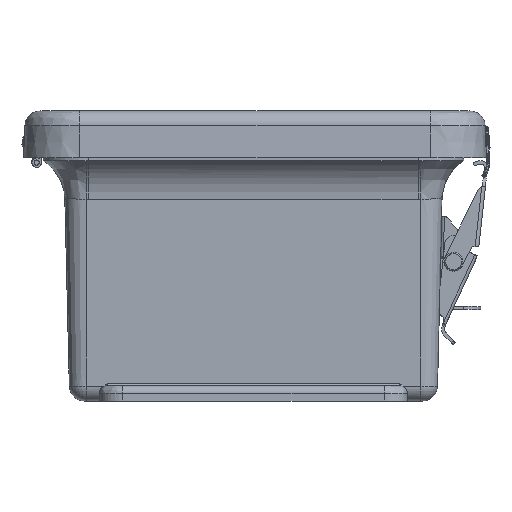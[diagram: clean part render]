
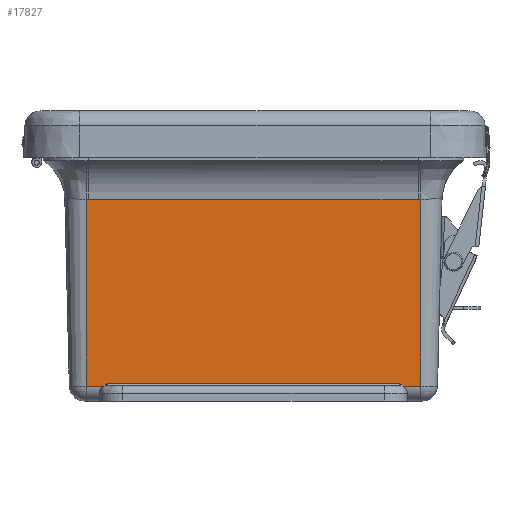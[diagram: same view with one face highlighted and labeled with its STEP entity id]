
A CAD part, front view. The second image highlights one B-rep face of the part: STEP entity #17827.
In plain terms, the highlighted planar face has unit normal (0, -1, -0.024).
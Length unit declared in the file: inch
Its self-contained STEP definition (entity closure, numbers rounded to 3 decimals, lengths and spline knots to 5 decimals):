
#336 = CARTESIAN_POINT ( 'NONE',  ( 2.43951, -3.99192, -4.25597 ) ) ;
#399 = VERTEX_POINT ( 'NONE', #22593 ) ;
#571 = LINE ( 'NONE', #11879, #27715 ) ;
#616 = CARTESIAN_POINT ( 'NONE',  ( 2.71875, -4.06428, -1.22687 ) ) ;
#704 = LINE ( 'NONE', #14285, #16041 ) ;
#713 = VERTEX_POINT ( 'NONE', #29876 ) ;
#858 = CARTESIAN_POINT ( 'NONE',  ( -2.43951, -3.99192, -4.25597 ) ) ;
#1007 = CARTESIAN_POINT ( 'NONE',  ( -2.40808, -3.99241, -4.23529 ) ) ;
#1763 = VECTOR ( 'NONE', #22333, 39.37008 ) ;
#2299 = VECTOR ( 'NONE', #25545, 39.37008 ) ;
#2496 = LINE ( 'NONE', #20869, #31408 ) ;
#3057 = ORIENTED_EDGE ( 'NONE', *, *, #31816, .F. ) ;
#3690 = CARTESIAN_POINT ( 'NONE',  ( -2.41034, -3.99238, -4.23658 ) ) ;
#3807 = CARTESIAN_POINT ( 'NONE',  ( -2.43951, -3.99192, -4.25597 ) ) ;
#3915 = CARTESIAN_POINT ( 'NONE',  ( -2.38944, -3.99266, -4.22522 ) ) ;
#5368 = EDGE_CURVE ( 'NONE', #15390, #35889, #2496, .T. ) ;
#5692 = CARTESIAN_POINT ( 'NONE',  ( 2.39171, -3.99263, -4.22645 ) ) ;
#5946 = CARTESIAN_POINT ( 'NONE',  ( 2.71875, -3.99192, -4.25597 ) ) ;
#5957 = VERTEX_POINT ( 'NONE', #10534 ) ;
#6272 = CARTESIAN_POINT ( 'NONE',  ( -2.42762, -3.99213, -4.24718 ) ) ;
#6424 = CARTESIAN_POINT ( 'NONE',  ( 2.40428, -3.99247, -4.23317 ) ) ;
#6711 = CARTESIAN_POINT ( 'NONE',  ( -2.7041, -4.06427, -1.22722 ) ) ;
#7257 = EDGE_CURVE ( 'NONE', #9669, #35889, #571, .T. ) ;
#7626 = EDGE_CURVE ( 'NONE', #33869, #24454, #20913, .T. ) ;
#7689 = VERTEX_POINT ( 'NONE', #31837 ) ;
#9175 = CARTESIAN_POINT ( 'NONE',  ( 2.67477, -4.06427, -1.2274 ) ) ;
#9440 = EDGE_CURVE ( 'NONE', #15390, #399, #21161, .T. ) ;
#9605 = EDGE_LOOP ( 'NONE', ( #19432, #17168, #12974, #22376, #13656, #26034, #3057, #13176, #11613, #22326 ) ) ;
#9669 = VERTEX_POINT ( 'NONE', #18872 ) ;
#10400 = PLANE ( 'NONE',  #30837 ) ;
#10492 = CARTESIAN_POINT ( 'NONE',  ( 2.43045, -3.99209, -4.24891 ) ) ;
#10534 = CARTESIAN_POINT ( 'NONE',  ( 2.43951, -3.99192, -4.25597 ) ) ;
#10946 = B_SPLINE_CURVE_WITH_KNOTS ( 'NONE', 3,
 ( #23453, #6711, #33928, #22479 ),
 .UNSPECIFIED., .F., .F.,
 ( 4, 4 ),
 ( 0., 1. ),
 .UNSPECIFIED. ) ;
#10983 = EDGE_CURVE ( 'NONE', #26902, #5957, #704, .T. ) ;
#11307 = CARTESIAN_POINT ( 'NONE',  ( 2.71875, -4.09351, -0.00299 ) ) ;
#11434 = CARTESIAN_POINT ( 'NONE',  ( 2.40047, -3.99251, -4.23109 ) ) ;
#11613 = ORIENTED_EDGE ( 'NONE', *, *, #5368, .F. ) ;
#11879 = CARTESIAN_POINT ( 'NONE',  ( -2.71875, -4.09351, -0.00299 ) ) ;
#12269 = CARTESIAN_POINT ( 'NONE',  ( 2.40604, -3.99244, -4.23414 ) ) ;
#12607 = VECTOR ( 'NONE', #25469, 39.37008 ) ;
#12724 = CARTESIAN_POINT ( 'NONE',  ( 2.40747, -3.99242, -4.23494 ) ) ;
#12974 = ORIENTED_EDGE ( 'NONE', *, *, #10983, .F. ) ;
#13088 = DIRECTION ( 'NONE',  ( 0., -0.024, 1. ) ) ;
#13176 = ORIENTED_EDGE ( 'NONE', *, *, #7257, .T. ) ;
#13629 = CARTESIAN_POINT ( 'NONE',  ( -2.71875, -3.99192, -4.25597 ) ) ;
#13656 = ORIENTED_EDGE ( 'NONE', *, *, #7626, .F. ) ;
#13969 = EDGE_CURVE ( 'NONE', #7689, #5957, #25606, .T. ) ;
#14285 = CARTESIAN_POINT ( 'NONE',  ( -1.35938, -3.99192, -4.25597 ) ) ;
#14378 = LINE ( 'NONE', #11307, #12607 ) ;
#14392 = FACE_OUTER_BOUND ( 'NONE', #9605, .T. ) ;
#14960 = CARTESIAN_POINT ( 'NONE',  ( -2.41294, -3.99235, -4.23809 ) ) ;
#15390 = VERTEX_POINT ( 'NONE', #858 ) ;
#16041 = VECTOR ( 'NONE', #16878, 39.37008 ) ;
#16878 = DIRECTION ( 'NONE',  ( -1., 0., 0. ) ) ;
#17168 = ORIENTED_EDGE ( 'NONE', *, *, #13969, .T. ) ;
#17527 = CARTESIAN_POINT ( 'NONE',  ( 2.7041, -4.06427, -1.22722 ) ) ;
#17795 = CARTESIAN_POINT ( 'NONE',  ( -2.40846, -3.99241, -4.2355 ) ) ;
#17827 = ADVANCED_FACE ( 'NONE', ( #14392 ), #10400, .T. ) ;
#18872 = CARTESIAN_POINT ( 'NONE',  ( -2.71875, -4.06428, -1.22687 ) ) ;
#19432 = ORIENTED_EDGE ( 'NONE', *, *, #34680, .T. ) ;
#20198 = CARTESIAN_POINT ( 'NONE',  ( 2.67477, -4.06427, -1.2274 ) ) ;
#20582 = CARTESIAN_POINT ( 'NONE',  ( -2.40782, -3.99242, -4.23514 ) ) ;
#20696 = CARTESIAN_POINT ( 'NONE',  ( -2.40034, -3.99252, -4.23091 ) ) ;
#20869 = CARTESIAN_POINT ( 'NONE',  ( -1.35938, -3.99192, -4.25597 ) ) ;
#20913 = B_SPLINE_CURVE_WITH_KNOTS ( 'NONE', 3,
 ( #9175, #31596, #17527, #616 ),
 .UNSPECIFIED., .F., .F.,
 ( 4, 4 ),
 ( 0., 1. ),
 .UNSPECIFIED. ) ;
#21024 = CARTESIAN_POINT ( 'NONE',  ( 2.41985, -3.99226, -4.24194 ) ) ;
#21161 = B_SPLINE_CURVE_WITH_KNOTS ( 'NONE', 3,
 ( #3807, #28784, #6272, #31750, #14960, #3690, #23258, #17795, #1007, #20582, #20696, #3915, #31630 ),
 .UNSPECIFIED., .F., .F.,
 ( 4, 1, 1, 1, 1, 1, 2, 2, 4 ),
 ( 0., 0.25, 0.375, 0.4375, 0.46875, 0.48437, 0.49219, 0.5, 1. ),
 .UNSPECIFIED. ) ;
#22326 = ORIENTED_EDGE ( 'NONE', *, *, #9440, .T. ) ;
#22333 = DIRECTION ( 'NONE',  ( -1., 0., 0. ) ) ;
#22376 = ORIENTED_EDGE ( 'NONE', *, *, #22552, .T. ) ;
#22405 = CARTESIAN_POINT ( 'NONE',  ( 2.40724, -3.99243, -4.23481 ) ) ;
#22446 = CARTESIAN_POINT ( 'NONE',  ( 2.38221, -3.99274, -4.22161 ) ) ;
#22479 = CARTESIAN_POINT ( 'NONE',  ( -2.67477, -4.06427, -1.2274 ) ) ;
#22552 = EDGE_CURVE ( 'NONE', #26902, #24454, #14378, .T. ) ;
#22593 = CARTESIAN_POINT ( 'NONE',  ( -2.375, -3.99283, -4.218 ) ) ;
#23258 = CARTESIAN_POINT ( 'NONE',  ( -2.40903, -3.9924, -4.23583 ) ) ;
#23453 = CARTESIAN_POINT ( 'NONE',  ( -2.71875, -4.06428, -1.22687 ) ) ;
#24454 = VERTEX_POINT ( 'NONE', #35213 ) ;
#25133 = CARTESIAN_POINT ( 'NONE',  ( 2.375, -3.99283, -4.218 ) ) ;
#25469 = DIRECTION ( 'NONE',  ( 0., -0.024, 1. ) ) ;
#25545 = DIRECTION ( 'NONE',  ( 1., 0., 0. ) ) ;
#25606 = B_SPLINE_CURVE_WITH_KNOTS ( 'NONE', 3,
 ( #25133, #22446, #5692, #11434, #6424, #12269, #32493, #22405, #12724, #30133, #21024, #10492, #336 ),
 .UNSPECIFIED., .F., .F.,
 ( 4, 1, 1, 1, 1, 1, 2, 2, 4 ),
 ( 0., 0.25, 0.375, 0.4375, 0.46875, 0.48437, 0.49219, 0.5, 1. ),
 .UNSPECIFIED. ) ;
#26034 = ORIENTED_EDGE ( 'NONE', *, *, #35412, .T. ) ;
#26162 = DIRECTION ( 'NONE',  ( 0., 0.024, -1. ) ) ;
#26253 = DIRECTION ( 'NONE',  ( 0., -1., -0.024 ) ) ;
#26902 = VERTEX_POINT ( 'NONE', #5946 ) ;
#27715 = VECTOR ( 'NONE', #26162, 39.37008 ) ;
#28784 = CARTESIAN_POINT ( 'NONE',  ( -2.43499, -3.992, -4.25244 ) ) ;
#28972 = LINE ( 'NONE', #31489, #2299 ) ;
#29876 = CARTESIAN_POINT ( 'NONE',  ( -2.67477, -4.06427, -1.2274 ) ) ;
#30133 = CARTESIAN_POINT ( 'NONE',  ( 2.40751, -3.99242, -4.23497 ) ) ;
#30837 = AXIS2_PLACEMENT_3D ( 'NONE', #35563, #26253, #13088 ) ;
#31408 = VECTOR ( 'NONE', #35257, 39.37008 ) ;
#31489 = CARTESIAN_POINT ( 'NONE',  ( -2.71875, -3.99283, -4.218 ) ) ;
#31596 = CARTESIAN_POINT ( 'NONE',  ( 2.68944, -4.06427, -1.2274 ) ) ;
#31630 = CARTESIAN_POINT ( 'NONE',  ( -2.375, -3.99283, -4.218 ) ) ;
#31750 = CARTESIAN_POINT ( 'NONE',  ( -2.418, -3.99228, -4.24111 ) ) ;
#31816 = EDGE_CURVE ( 'NONE', #9669, #713, #10946, .T. ) ;
#31837 = CARTESIAN_POINT ( 'NONE',  ( 2.375, -3.99283, -4.218 ) ) ;
#32493 = CARTESIAN_POINT ( 'NONE',  ( 2.40688, -3.99243, -4.23461 ) ) ;
#33752 = LINE ( 'NONE', #33882, #1763 ) ;
#33869 = VERTEX_POINT ( 'NONE', #20198 ) ;
#33882 = CARTESIAN_POINT ( 'NONE',  ( -2.71875, -4.06427, -1.2274 ) ) ;
#33928 = CARTESIAN_POINT ( 'NONE',  ( -2.68944, -4.06427, -1.2274 ) ) ;
#34680 = EDGE_CURVE ( 'NONE', #399, #7689, #28972, .T. ) ;
#35213 = CARTESIAN_POINT ( 'NONE',  ( 2.71875, -4.06428, -1.22687 ) ) ;
#35257 = DIRECTION ( 'NONE',  ( -1., 0., 0. ) ) ;
#35412 = EDGE_CURVE ( 'NONE', #33869, #713, #33752, .T. ) ;
#35563 = CARTESIAN_POINT ( 'NONE',  ( -2.71875, -4.09351, -0.00299 ) ) ;
#35889 = VERTEX_POINT ( 'NONE', #13629 ) ;
